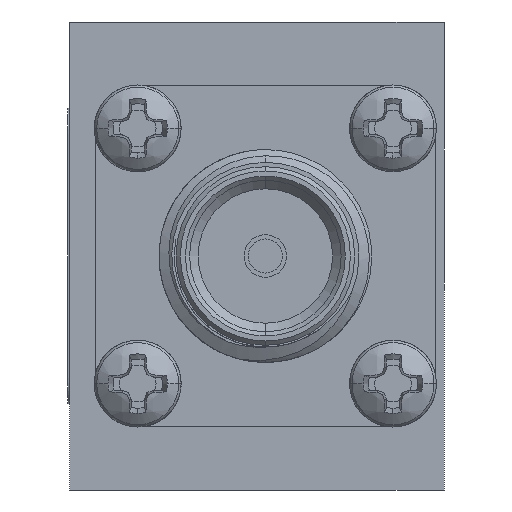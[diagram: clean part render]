
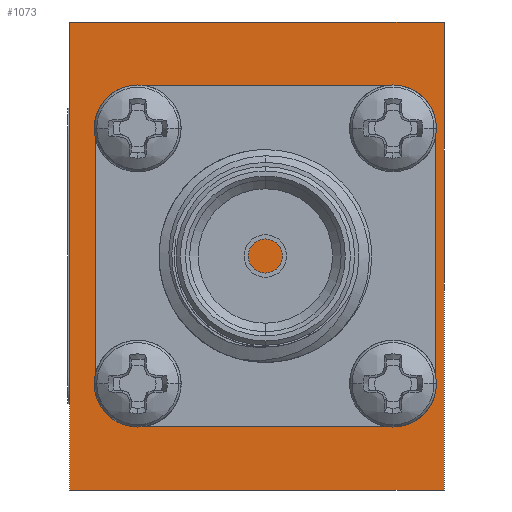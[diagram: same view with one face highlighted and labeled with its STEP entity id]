
A CAD part, left-side view. The second image highlights one B-rep face of the part: STEP entity #1073.
In plain terms, the highlighted planar face has unit normal (-1, 0, 0).
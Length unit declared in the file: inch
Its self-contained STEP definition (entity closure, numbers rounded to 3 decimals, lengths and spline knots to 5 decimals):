
#19 = VECTOR ( 'NONE', #805, 39.37008 ) ;
#618 = AXIS2_PLACEMENT_3D ( 'NONE', #1517, #14364, #2701 ) ;
#805 = DIRECTION ( 'NONE',  ( 0., -1., 0. ) ) ;
#1073 = ADVANCED_FACE ( 'NONE', ( #9704 ), #11966, .F. ) ;
#1503 = CARTESIAN_POINT ( 'NONE',  ( -0.6, 0.22, 0.275 ) ) ;
#1517 = CARTESIAN_POINT ( 'NONE',  ( -0.6, -0.22, 0.275 ) ) ;
#1846 = EDGE_LOOP ( 'NONE', ( #13884, #12647, #5386, #8129 ) ) ;
#2641 = EDGE_CURVE ( 'NONE', #6290, #4409, #9670, .T. ) ;
#2701 = DIRECTION ( 'NONE',  ( 0., 0., -1. ) ) ;
#3978 = LINE ( 'NONE', #6575, #6329 ) ;
#4214 = CARTESIAN_POINT ( 'NONE',  ( -0.6, -0.22, 0.275 ) ) ;
#4409 = VERTEX_POINT ( 'NONE', #4214 ) ;
#4974 = EDGE_CURVE ( 'NONE', #4409, #13701, #7045, .T. ) ;
#5386 = ORIENTED_EDGE ( 'NONE', *, *, #2641, .F. ) ;
#6290 = VERTEX_POINT ( 'NONE', #1503 ) ;
#6329 = VECTOR ( 'NONE', #7752, 39.37008 ) ;
#6575 = CARTESIAN_POINT ( 'NONE',  ( -0.6, 0.22, 0.275 ) ) ;
#6703 = VECTOR ( 'NONE', #9449, 39.37008 ) ;
#7045 = LINE ( 'NONE', #10097, #7777 ) ;
#7752 = DIRECTION ( 'NONE',  ( 0., 0., -1. ) ) ;
#7777 = VECTOR ( 'NONE', #13765, 39.37008 ) ;
#8129 = ORIENTED_EDGE ( 'NONE', *, *, #13629, .T. ) ;
#9068 = CARTESIAN_POINT ( 'NONE',  ( -0.6, 0.22, -0.275 ) ) ;
#9449 = DIRECTION ( 'NONE',  ( 0., -1., 0. ) ) ;
#9563 = CARTESIAN_POINT ( 'NONE',  ( -0.6, -0.22, 0.275 ) ) ;
#9670 = LINE ( 'NONE', #9563, #6703 ) ;
#9704 = FACE_OUTER_BOUND ( 'NONE', #1846, .T. ) ;
#10097 = CARTESIAN_POINT ( 'NONE',  ( -0.6, -0.22, 0.275 ) ) ;
#10126 = CARTESIAN_POINT ( 'NONE',  ( -0.6, -0.22, -0.275 ) ) ;
#10393 = CARTESIAN_POINT ( 'NONE',  ( -0.6, -0.22, -0.275 ) ) ;
#10758 = EDGE_CURVE ( 'NONE', #10930, #13701, #11549, .T. ) ;
#10930 = VERTEX_POINT ( 'NONE', #9068 ) ;
#11549 = LINE ( 'NONE', #10126, #19 ) ;
#11966 = PLANE ( 'NONE',  #618 ) ;
#12647 = ORIENTED_EDGE ( 'NONE', *, *, #4974, .F. ) ;
#13629 = EDGE_CURVE ( 'NONE', #6290, #10930, #3978, .T. ) ;
#13701 = VERTEX_POINT ( 'NONE', #10393 ) ;
#13765 = DIRECTION ( 'NONE',  ( 0., 0., -1. ) ) ;
#13884 = ORIENTED_EDGE ( 'NONE', *, *, #10758, .T. ) ;
#14364 = DIRECTION ( 'NONE',  ( 1., 0., 0. ) ) ;
